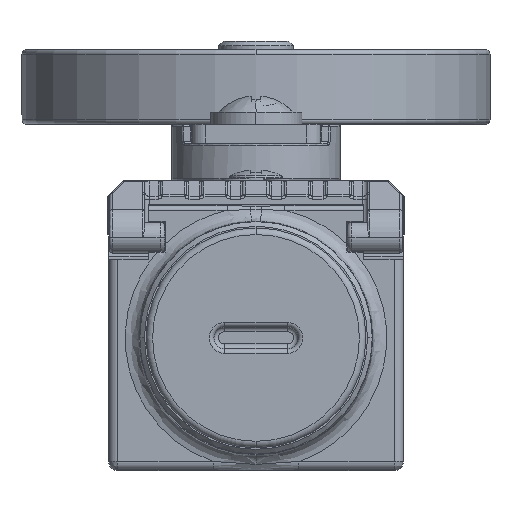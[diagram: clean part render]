
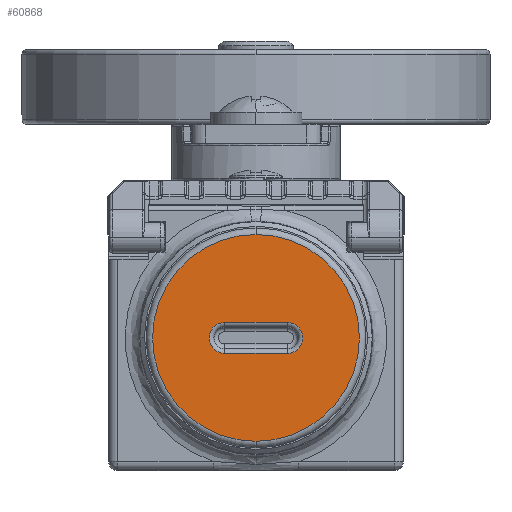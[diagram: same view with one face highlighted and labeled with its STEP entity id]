
A CAD part, front view. The second image highlights one B-rep face of the part: STEP entity #60868.
In plain terms, the highlighted planar face has unit normal (0, -1, 0).
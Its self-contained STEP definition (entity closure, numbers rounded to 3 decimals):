
#1007 = CARTESIAN_POINT ( 'NONE',  ( -0.344, -6.926, -4.566 ) ) ;
#2103 = DIRECTION ( 'NONE',  ( 0., -1., 0. ) ) ;
#13156 = ORIENTED_EDGE ( 'NONE', *, *, #54645, .T. ) ;
#14853 = ORIENTED_EDGE ( 'NONE', *, *, #81645, .T. ) ;
#15322 = ORIENTED_EDGE ( 'NONE', *, *, #21870, .T. ) ;
#16781 = AXIS2_PLACEMENT_3D ( 'NONE', #114035, #34480, #96603 ) ;
#18701 = LINE ( 'NONE', #59427, #110341 ) ;
#19180 = EDGE_LOOP ( 'NONE', ( #72738, #85713 ) ) ;
#21870 = EDGE_CURVE ( 'NONE', #51231, #95792, #18701, .T. ) ;
#22360 = VERTEX_POINT ( 'NONE', #34728 ) ;
#24079 = DIRECTION ( 'NONE',  ( 1., 0., 0. ) ) ;
#24178 = AXIS2_PLACEMENT_3D ( 'NONE', #106099, #52986, #115029 ) ;
#26187 = CIRCLE ( 'NONE', #49797, 1.65 ) ;
#31924 = EDGE_CURVE ( 'NONE', #48277, #107697, #106408, .T. ) ;
#34480 = DIRECTION ( 'NONE',  ( 0., 1., 0. ) ) ;
#34728 = CARTESIAN_POINT ( 'NONE',  ( -0.344, -6.926, -7.866 ) ) ;
#36754 = CARTESIAN_POINT ( 'NONE',  ( -0.344, -6.926, -6.216 ) ) ;
#45679 = DIRECTION ( 'NONE',  ( 0., 0., -1. ) ) ;
#46284 = CIRCLE ( 'NONE', #24178, 11.05 ) ;
#48277 = VERTEX_POINT ( 'NONE', #84007 ) ;
#49797 = AXIS2_PLACEMENT_3D ( 'NONE', #52779, #114831, #61665 ) ;
#51231 = VERTEX_POINT ( 'NONE', #101090 ) ;
#51559 = CARTESIAN_POINT ( 'NONE',  ( -3.694, -6.926, -7.866 ) ) ;
#52498 = FACE_OUTER_BOUND ( 'NONE', #19180, .T. ) ;
#52779 = CARTESIAN_POINT ( 'NONE',  ( -7.044, -6.926, -6.216 ) ) ;
#52986 = DIRECTION ( 'NONE',  ( 0., -1., 0. ) ) ;
#54645 = EDGE_CURVE ( 'NONE', #88460, #51231, #26187, .T. ) ;
#55394 = CARTESIAN_POINT ( 'NONE',  ( -3.694, -6.926, -6.216 ) ) ;
#59427 = CARTESIAN_POINT ( 'NONE',  ( -3.694, -6.926, -4.566 ) ) ;
#60868 = ADVANCED_FACE ( 'NONE', ( #96892, #52498 ), #87727, .F. ) ;
#61510 = CARTESIAN_POINT ( 'NONE',  ( -3.694, -6.926, -17.266 ) ) ;
#61665 = DIRECTION ( 'NONE',  ( 0., 0., -1. ) ) ;
#64289 = DIRECTION ( 'NONE',  ( 0., 0., -1. ) ) ;
#70391 = AXIS2_PLACEMENT_3D ( 'NONE', #55394, #2103, #64289 ) ;
#72738 = ORIENTED_EDGE ( 'NONE', *, *, #104704, .T. ) ;
#76264 = AXIS2_PLACEMENT_3D ( 'NONE', #36754, #98844, #45679 ) ;
#78866 = ORIENTED_EDGE ( 'NONE', *, *, #104180, .T. ) ;
#81645 = EDGE_CURVE ( 'NONE', #22360, #88460, #113498, .T. ) ;
#84007 = CARTESIAN_POINT ( 'NONE',  ( -3.694, -6.926, 4.834 ) ) ;
#85713 = ORIENTED_EDGE ( 'NONE', *, *, #31924, .T. ) ;
#87727 = PLANE ( 'NONE',  #16781 ) ;
#88460 = VERTEX_POINT ( 'NONE', #106661 ) ;
#90979 = EDGE_LOOP ( 'NONE', ( #15322, #78866, #14853, #13156 ) ) ;
#95792 = VERTEX_POINT ( 'NONE', #1007 ) ;
#96603 = DIRECTION ( 'NONE',  ( 0., 0., -1. ) ) ;
#96892 = FACE_BOUND ( 'NONE', #90979, .T. ) ;
#98844 = DIRECTION ( 'NONE',  ( 0., 1., 0. ) ) ;
#101090 = CARTESIAN_POINT ( 'NONE',  ( -7.044, -6.926, -4.566 ) ) ;
#104180 = EDGE_CURVE ( 'NONE', #95792, #22360, #111623, .T. ) ;
#104704 = EDGE_CURVE ( 'NONE', #107697, #48277, #46284, .T. ) ;
#106099 = CARTESIAN_POINT ( 'NONE',  ( -3.694, -6.926, -6.216 ) ) ;
#106408 = CIRCLE ( 'NONE', #70391, 11.05 ) ;
#106661 = CARTESIAN_POINT ( 'NONE',  ( -7.044, -6.926, -7.866 ) ) ;
#107697 = VERTEX_POINT ( 'NONE', #61510 ) ;
#110341 = VECTOR ( 'NONE', #24079, 1000. ) ;
#110682 = VECTOR ( 'NONE', #113989, 1000. ) ;
#111623 = CIRCLE ( 'NONE', #76264, 1.65 ) ;
#113498 = LINE ( 'NONE', #51559, #110682 ) ;
#113989 = DIRECTION ( 'NONE',  ( -1., 0., 0. ) ) ;
#114035 = CARTESIAN_POINT ( 'NONE',  ( -3.694, -6.926, -17.966 ) ) ;
#114831 = DIRECTION ( 'NONE',  ( 0., 1., 0. ) ) ;
#115029 = DIRECTION ( 'NONE',  ( 0., 0., -1. ) ) ;
